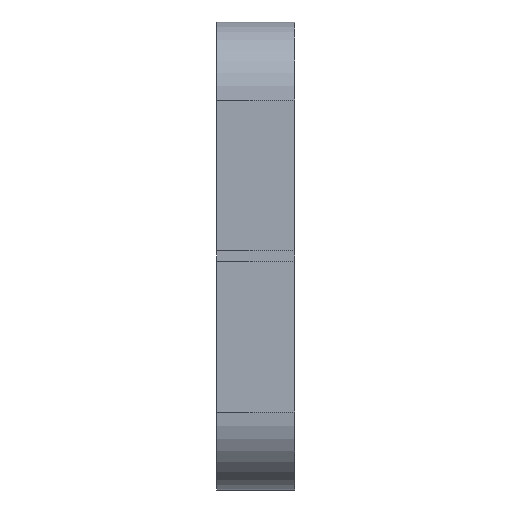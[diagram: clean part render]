
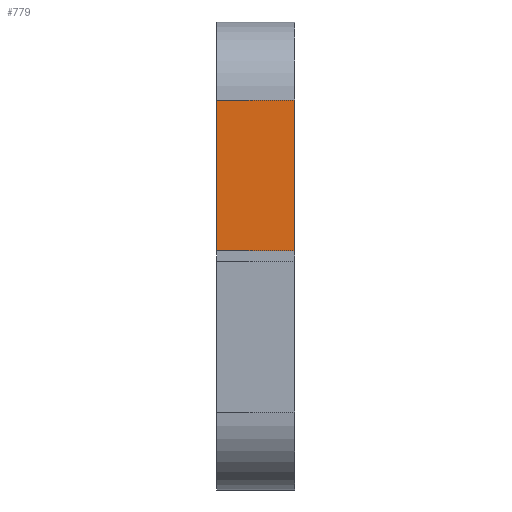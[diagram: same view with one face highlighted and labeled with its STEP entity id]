
A CAD part, left-side view. The second image highlights one B-rep face of the part: STEP entity #779.
In plain terms, the highlighted planar face has unit normal (-1, 0, 0).
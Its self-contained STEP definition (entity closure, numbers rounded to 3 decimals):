
#80 = CARTESIAN_POINT ( 'NONE',  ( -15., -1.5, 0. ) ) ;
#142 = EDGE_LOOP ( 'NONE', ( #1512, #2742, #379, #4461 ) ) ;
#173 = EDGE_CURVE ( 'NONE', #3055, #2113, #4473, .T. ) ;
#348 = AXIS2_PLACEMENT_3D ( 'NONE', #2544, #2470, #3604 ) ;
#379 = ORIENTED_EDGE ( 'NONE', *, *, #921, .F. ) ;
#467 = DIRECTION ( 'NONE',  ( 0., 0., -1. ) ) ;
#501 = DIRECTION ( 'NONE',  ( 0., -1., 0. ) ) ;
#779 = ADVANCED_FACE ( 'NONE', ( #1137 ), #1456, .T. ) ;
#921 = EDGE_CURVE ( 'NONE', #2558, #1340, #1247, .T. ) ;
#1137 = FACE_OUTER_BOUND ( 'NONE', #142, .T. ) ;
#1219 = CARTESIAN_POINT ( 'NONE',  ( -15., -1.5, 6. ) ) ;
#1247 = LINE ( 'NONE', #2664, #3530 ) ;
#1340 = VERTEX_POINT ( 'NONE', #1219 ) ;
#1456 = PLANE ( 'NONE',  #348 ) ;
#1492 = VECTOR ( 'NONE', #2546, 1000. ) ;
#1512 = ORIENTED_EDGE ( 'NONE', *, *, #173, .T. ) ;
#1630 = LINE ( 'NONE', #3637, #1692 ) ;
#1692 = VECTOR ( 'NONE', #467, 1000. ) ;
#1764 = CARTESIAN_POINT ( 'NONE',  ( -15., -1.5, 0.2 ) ) ;
#2113 = VERTEX_POINT ( 'NONE', #1764 ) ;
#2354 = EDGE_CURVE ( 'NONE', #2558, #3055, #1630, .T. ) ;
#2372 = CARTESIAN_POINT ( 'NONE',  ( -15., -1.5, 0.2 ) ) ;
#2455 = CARTESIAN_POINT ( 'NONE',  ( -15., 1.5, 6. ) ) ;
#2470 = DIRECTION ( 'NONE',  ( -1., 0., 0. ) ) ;
#2483 = VECTOR ( 'NONE', #3781, 1000. ) ;
#2544 = CARTESIAN_POINT ( 'NONE',  ( -15., -1.5, -9. ) ) ;
#2546 = DIRECTION ( 'NONE',  ( 0., 0., 1. ) ) ;
#2558 = VERTEX_POINT ( 'NONE', #2455 ) ;
#2664 = CARTESIAN_POINT ( 'NONE',  ( -15., 1.56, 6. ) ) ;
#2742 = ORIENTED_EDGE ( 'NONE', *, *, #4090, .T. ) ;
#3055 = VERTEX_POINT ( 'NONE', #3877 ) ;
#3530 = VECTOR ( 'NONE', #501, 1000. ) ;
#3604 = DIRECTION ( 'NONE',  ( 0., 0., 1. ) ) ;
#3637 = CARTESIAN_POINT ( 'NONE',  ( -15., 1.5, -9. ) ) ;
#3781 = DIRECTION ( 'NONE',  ( 0., -1., 0. ) ) ;
#3877 = CARTESIAN_POINT ( 'NONE',  ( -15., 1.5, 0.2 ) ) ;
#4090 = EDGE_CURVE ( 'NONE', #2113, #1340, #4307, .T. ) ;
#4307 = LINE ( 'NONE', #80, #1492 ) ;
#4461 = ORIENTED_EDGE ( 'NONE', *, *, #2354, .T. ) ;
#4473 = LINE ( 'NONE', #2372, #2483 ) ;
